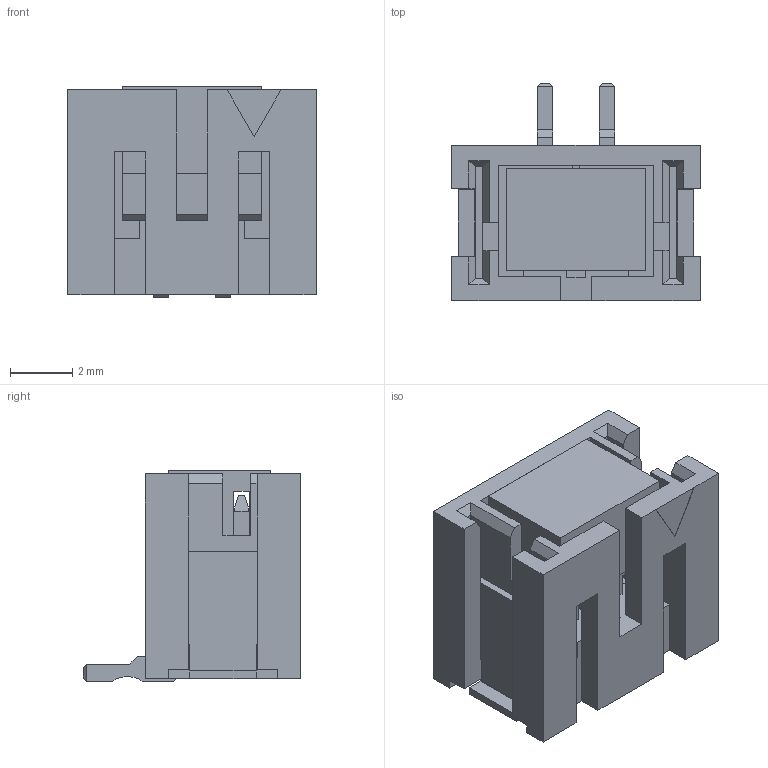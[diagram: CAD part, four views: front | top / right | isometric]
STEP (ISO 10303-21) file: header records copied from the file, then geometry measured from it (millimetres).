
FILE_DESCRIPTION(/* description */ ('Unknown'),/* implementation_level */ '2;1');
FILE_NAME(/* name */ '620302124022',/* time_stamp */ '2017-04-11T10:43:26+02:00',/* author */ ('Unknown'),/* organization */ ('Unknown'),/* preprocessor_version */ 'ST-DEVELOPER v16.7',/* originating_system */ 'DEX',/* authorisation */ $);
FILE_SCHEMA (('AUTOMOTIVE_DESIGN {1 0 10303 214 3 1 1}'));
Length unit declared in the file: millimetre
Products named in the file (5): 6203xx124022; 620302124022; 6203xx124022_PIN; 6203xx124022_Cap1; 6203xx124022_PATTE
Assembly tree (6 placements, depth 2):
  6203xx124022
    620302124022
    6203xx124022_PIN  x2
    6203xx124022_Cap1
    6203xx124022_PATTE  x2
Bounding box: 8 x 7.01 x 6.78 mm (x, y, z)
Volume: 175.1 mm3; surface area: 639.6 mm2
Topology: 6 solids, 6 shells, 201 faces, 557 edges, 362 vertices
Faces by surface type: plane 195, cylinder 6
Entity records: 5323 total; most frequent: CARTESIAN_POINT 935, ORIENTED_EDGE 926, DIRECTION 809, EDGE_CURVE 463, LINE 457, VECTOR 457, VERTEX_POINT 302, AXIS2_PLACEMENT_3D 176
